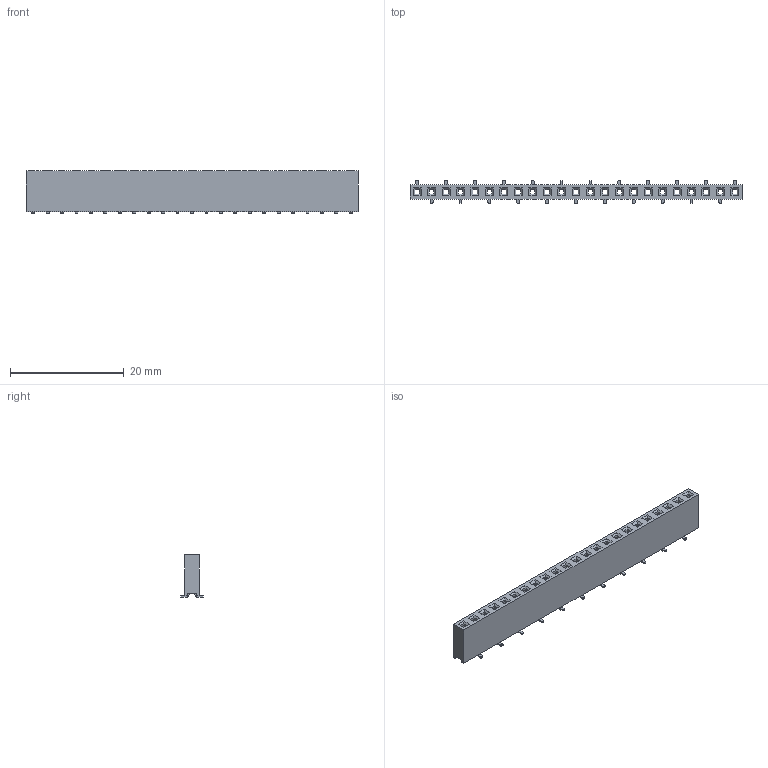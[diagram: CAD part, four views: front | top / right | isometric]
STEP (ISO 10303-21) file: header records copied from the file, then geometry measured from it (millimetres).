
FILE_DESCRIPTION(/* description */ (''),/* implementation_level */ '2;1');
FILE_NAME(/* name */ '963123-2000-XX-XX',/* time_stamp */ '2007-06-15T14:48:00+02:00',/* author */ (''),/* organization */ (''),/* preprocessor_version */ 'ST-DEVELOPER v9',/* originating_system */ 'UGS - NX 3.0',/* authorisation */ '');
FILE_SCHEMA (('AUTOMOTIVE_DESIGN { 1 0 10303 214 1 1 1 1 }'));
Length unit declared in the file: millimetre
Products named in the file (1): 963123-2000-XX-XX
Bounding box: 58.42 x 4 x 7.5 mm (x, y, z)
Volume: 765.4 mm3; surface area: 2003 mm2
Topology: 1 solids, 1 shells, 564 faces, 1548 edges, 986 vertices
Faces by surface type: plane 470, cylinder 94
Entity records: 17632 total; most frequent: CARTESIAN_POINT 3099, ORIENTED_EDGE 3096, DIRECTION 2866, EDGE_CURVE 1548, LINE 1360, VECTOR 1360, VERTEX_POINT 986, AXIS2_PLACEMENT_3D 753
